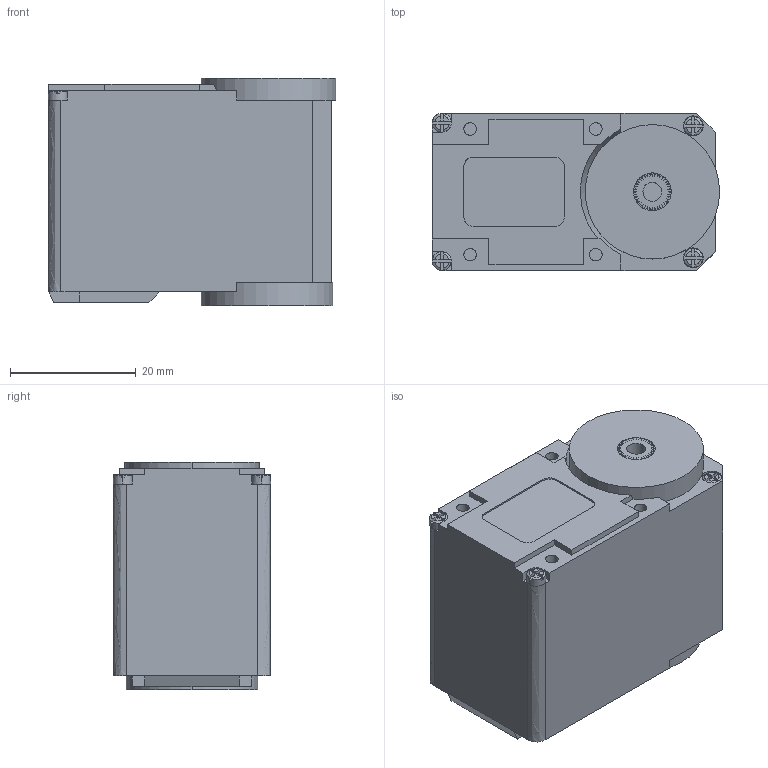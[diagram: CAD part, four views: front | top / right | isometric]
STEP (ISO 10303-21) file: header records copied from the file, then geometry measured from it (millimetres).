
FILE_DESCRIPTION (( 'STEP AP203' ), '1' );
FILE_NAME ('Lewansoul LX-16A Servo_Default_sldprt.STEP', '2019-09-14T15:53:05', ( '' ), ( '' ), 'SwSTEP 2.0', 'SolidWorks 2018', '' );
FILE_SCHEMA (( 'CONFIG_CONTROL_DESIGN' ));
Length unit declared in the file: millimetre
Products named in the file (1): Lewansoul LX-16A Servo_Default_sldprt
Bounding box: 45.69 x 25 x 36.25 mm (x, y, z)
Volume: 36754.3 mm3; surface area: 11123.8 mm2
Topology: 16 solids, 16 shells, 477 faces, 1268 edges, 840 vertices
Faces by surface type: plane 350, bspline 119, cylinder 8
Entity records: 14062 total; most frequent: CARTESIAN_POINT 5399, ORIENTED_EDGE 2536, EDGE_CURVE 1268, B_SPLINE_CURVE_WITH_KNOTS 908, VERTEX_POINT 840, DIRECTION 758, EDGE_LOOP 500, ADVANCED_FACE 477
